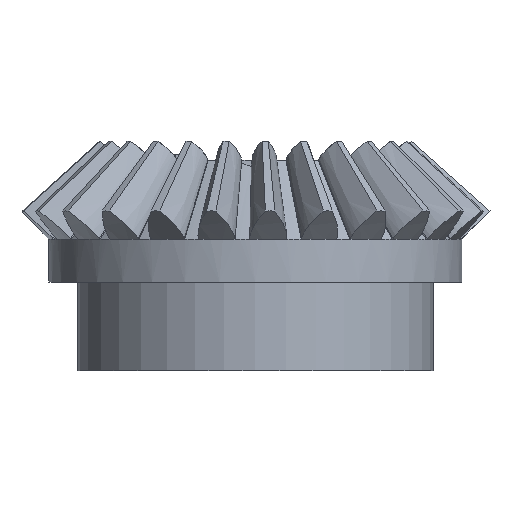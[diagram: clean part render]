
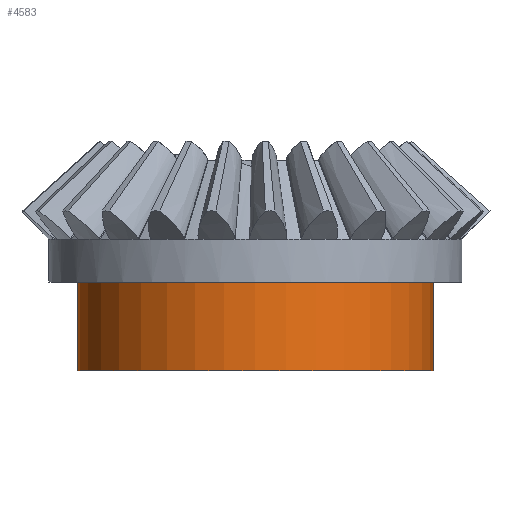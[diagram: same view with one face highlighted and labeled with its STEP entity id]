
A CAD part, front view. The second image highlights one B-rep face of the part: STEP entity #4583.
In plain terms, the highlighted cylindrical face has radius 15 mm (diameter 30 mm), a full revolution.
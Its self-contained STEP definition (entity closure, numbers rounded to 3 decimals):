
#95=CYLINDRICAL_SURFACE('',#4978,15.);
#210=CIRCLE('',#4977,15.);
#211=CIRCLE('',#4979,15.);
#1061=FACE_OUTER_BOUND('',#1348,.T.);
#1348=EDGE_LOOP('',(#3200,#3201,#3202,#3203));
#1651=LINE('',#6075,#1695);
#1695=VECTOR('',#5356,15.);
#1848=VERTEX_POINT('',#6070);
#1849=VERTEX_POINT('',#6073);
#2366=EDGE_CURVE('',#1848,#1848,#210,.T.);
#2367=EDGE_CURVE('',#1849,#1849,#211,.T.);
#2368=EDGE_CURVE('',#1849,#1848,#1651,.T.);
#3200=ORIENTED_EDGE('',*,*,#2367,.F.);
#3201=ORIENTED_EDGE('',*,*,#2368,.T.);
#3202=ORIENTED_EDGE('',*,*,#2366,.T.);
#3203=ORIENTED_EDGE('',*,*,#2368,.F.);
#4583=ADVANCED_FACE('',(#1061),#95,.T.);
#4977=AXIS2_PLACEMENT_3D('',#6071,#5350,#5351);
#4978=AXIS2_PLACEMENT_3D('',#6072,#5352,#5353);
#4979=AXIS2_PLACEMENT_3D('',#6074,#5354,#5355);
#5350=DIRECTION('center_axis',(-0.707,0.,-0.707));
#5351=DIRECTION('ref_axis',(0.707,0.,-0.707));
#5352=DIRECTION('center_axis',(-0.707,0.,-0.707));
#5353=DIRECTION('ref_axis',(0.707,0.,-0.707));
#5354=DIRECTION('center_axis',(-0.707,0.,-0.707));
#5355=DIRECTION('ref_axis',(0.707,0.,-0.707));
#5356=DIRECTION('',(0.707,0.,0.707));
#6070=CARTESIAN_POINT('',(-8.604,0.,20.376));
#6071=CARTESIAN_POINT('Origin',(2.003,0.,9.77));
#6072=CARTESIAN_POINT('Origin',(4.554,0.,12.321));
#6073=CARTESIAN_POINT('',(-13.907,0.,15.073));
#6074=CARTESIAN_POINT('Origin',(-3.3,0.,
4.466));
#6075=CARTESIAN_POINT('',(-6.052,0.,22.927));
